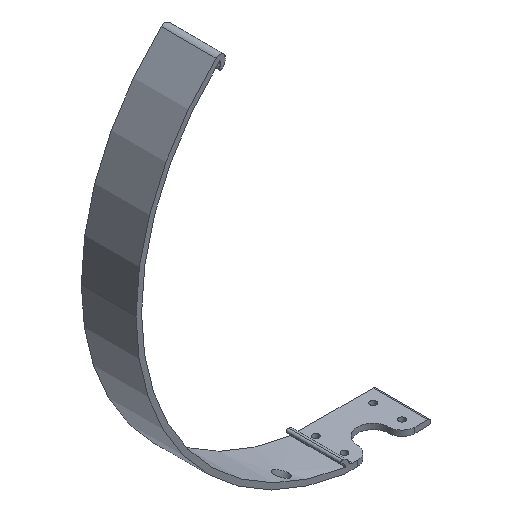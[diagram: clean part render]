
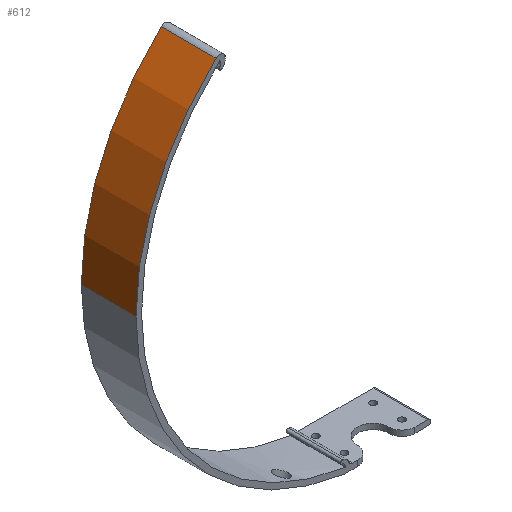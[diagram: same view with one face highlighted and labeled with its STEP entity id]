
A CAD part, isometric view. The second image highlights one B-rep face of the part: STEP entity #612.
In plain terms, the highlighted cylindrical face has radius 135 mm (diameter 270 mm), a partial arc.
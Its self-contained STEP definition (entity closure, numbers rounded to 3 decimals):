
#32 = VERTEX_POINT('',#33);
#33 = CARTESIAN_POINT('',(-135.,-1.,0.));
#40 = EDGE_CURVE('',#41,#32,#43,.T.);
#41 = VERTEX_POINT('',#42);
#42 = CARTESIAN_POINT('',(-91.813,-1.,98.971));
#43 = CIRCLE('',#44,135.);
#44 = AXIS2_PLACEMENT_3D('',#45,#46,#47);
#45 = CARTESIAN_POINT('',(0.,-1.,0.));
#46 = DIRECTION('',(0.,-1.,0.));
#47 = DIRECTION('',(1.,0.,0.));
#401 = EDGE_CURVE('',#402,#32,#404,.T.);
#402 = VERTEX_POINT('',#403);
#403 = CARTESIAN_POINT('',(-135.,28.5,0.));
#404 = LINE('',#405,#406);
#405 = CARTESIAN_POINT('',(-135.,28.5,0.));
#406 = VECTOR('',#407,1.);
#407 = DIRECTION('',(0.,-1.,0.));
#612 = ADVANCED_FACE('',(#613),#632,.T.);
#613 = FACE_BOUND('',#614,.F.);
#614 = EDGE_LOOP('',(#615,#623,#624,#625));
#615 = ORIENTED_EDGE('',*,*,#616,.T.);
#616 = EDGE_CURVE('',#617,#41,#619,.T.);
#617 = VERTEX_POINT('',#618);
#618 = CARTESIAN_POINT('',(-91.813,28.5,98.971));
#619 = LINE('',#620,#621);
#620 = CARTESIAN_POINT('',(-91.813,28.5,98.971));
#621 = VECTOR('',#622,1.);
#622 = DIRECTION('',(0.,-1.,0.));
#623 = ORIENTED_EDGE('',*,*,#40,.T.);
#624 = ORIENTED_EDGE('',*,*,#401,.F.);
#625 = ORIENTED_EDGE('',*,*,#626,.F.);
#626 = EDGE_CURVE('',#617,#402,#627,.T.);
#627 = CIRCLE('',#628,135.);
#628 = AXIS2_PLACEMENT_3D('',#629,#630,#631);
#629 = CARTESIAN_POINT('',(0.,28.5,0.));
#630 = DIRECTION('',(0.,-1.,0.));
#631 = DIRECTION('',(1.,0.,0.));
#632 = CYLINDRICAL_SURFACE('',#633,135.);
#633 = AXIS2_PLACEMENT_3D('',#634,#635,#636);
#634 = CARTESIAN_POINT('',(0.,28.5,0.));
#635 = DIRECTION('',(0.,1.,0.));
#636 = DIRECTION('',(1.,0.,0.));
